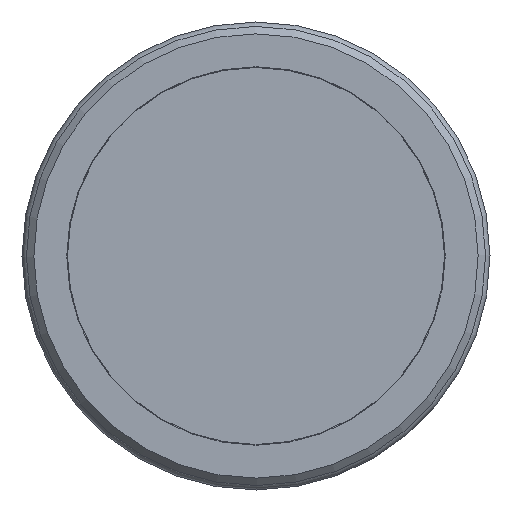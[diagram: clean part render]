
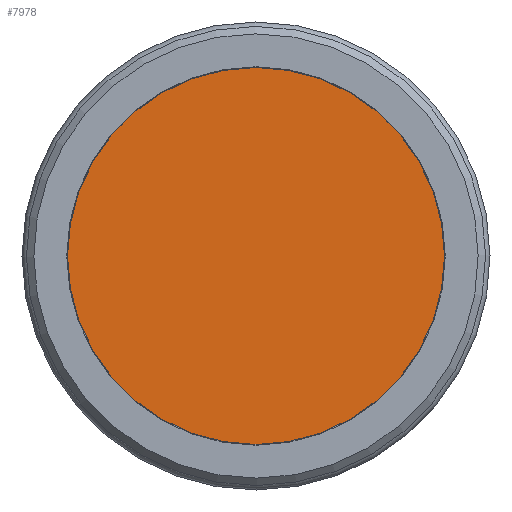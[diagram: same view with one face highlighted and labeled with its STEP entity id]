
A CAD part, left-side view. The second image highlights one B-rep face of the part: STEP entity #7978.
In plain terms, the highlighted planar face has unit normal (-1, 0, 0).
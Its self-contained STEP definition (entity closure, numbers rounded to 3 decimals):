
#2029=PLANE('',#8592);
#2197=FACE_OUTER_BOUND('',#2699,.T.);
#2699=EDGE_LOOP('',(#6190));
#3159=CIRCLE('',#8550,25.45);
#3661=VERTEX_POINT('',#15266);
#4569=EDGE_CURVE('',#3661,#3661,#3159,.T.);
#6190=ORIENTED_EDGE('',*,*,#4569,.T.);
#7978=ADVANCED_FACE('',(#2197),#2029,.T.);
#8550=AXIS2_PLACEMENT_3D('',#15267,#9181,#9182);
#8592=AXIS2_PLACEMENT_3D('',#18037,#9273,#9274);
#9181=DIRECTION('center_axis',(-1.,0.,0.));
#9182=DIRECTION('ref_axis',(0.,-0.003,1.));
#9273=DIRECTION('center_axis',(-1.,0.,0.));
#9274=DIRECTION('ref_axis',(0.,0.,1.));
#15266=CARTESIAN_POINT('',(-33.5,0.067,-25.45));
#15267=CARTESIAN_POINT('Origin',(-33.5,0.,
0.));
#18037=CARTESIAN_POINT('Origin',(-33.5,30.,0.));
